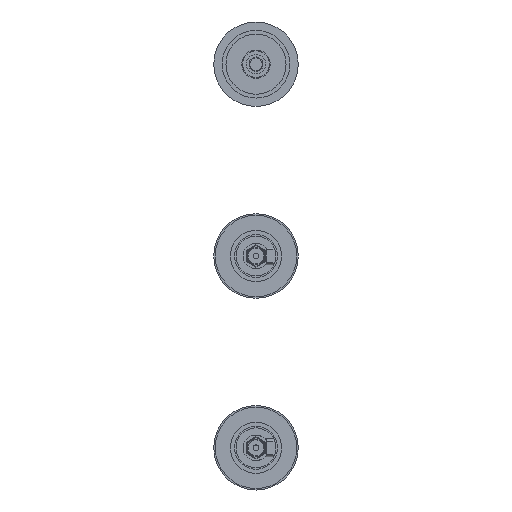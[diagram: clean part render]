
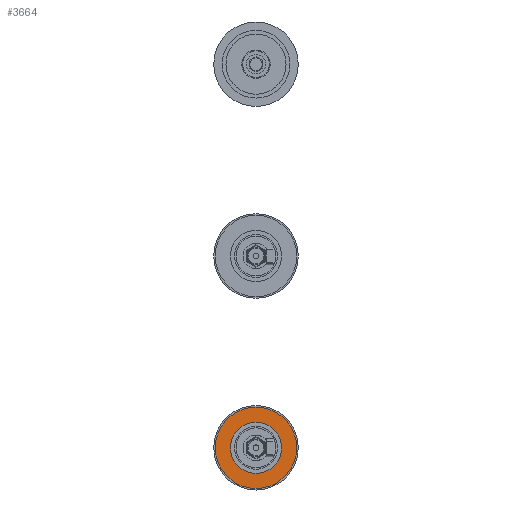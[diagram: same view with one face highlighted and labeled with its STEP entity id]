
A CAD part, front view. The second image highlights one B-rep face of the part: STEP entity #3664.
In plain terms, the highlighted planar face has unit normal (0, -1, 0).
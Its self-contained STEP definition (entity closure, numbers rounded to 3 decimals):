
#639 = CARTESIAN_POINT ( 'NONE',  ( 0., 91.064, 0. ) ) ;
#1988 = DIRECTION ( 'NONE',  ( 0., 1., 0. ) ) ;
#3011 = CARTESIAN_POINT ( 'NONE',  ( 0., 91.064, 0. ) ) ;
#3664 = ADVANCED_FACE ( 'NONE', ( #12204, #13641 ), #4117, .T. ) ;
#3768 = CARTESIAN_POINT ( 'NONE',  ( 0., 91.064, 31.8 ) ) ;
#4117 = PLANE ( 'NONE',  #7773 ) ;
#5221 = DIRECTION ( 'NONE',  ( 0., 0., -1. ) ) ;
#7004 = CIRCLE ( 'NONE', #11122, 20. ) ;
#7616 = DIRECTION ( 'NONE',  ( 0., 1., 0. ) ) ;
#7682 = EDGE_LOOP ( 'NONE', ( #13927 ) ) ;
#7773 = AXIS2_PLACEMENT_3D ( 'NONE', #9693, #12110, #5221 ) ;
#9519 = VERTEX_POINT ( 'NONE', #3768 ) ;
#9693 = CARTESIAN_POINT ( 'NONE',  ( -20., 91.064, 0. ) ) ;
#9976 = CARTESIAN_POINT ( 'NONE',  ( 0., 91.064, 20. ) ) ;
#11122 = AXIS2_PLACEMENT_3D ( 'NONE', #3011, #1988, #14361 ) ;
#12110 = DIRECTION ( 'NONE',  ( 0., -1., 0. ) ) ;
#12139 = DIRECTION ( 'NONE',  ( 0., 0., 1. ) ) ;
#12204 = FACE_BOUND ( 'NONE', #7682, .T. ) ;
#12261 = AXIS2_PLACEMENT_3D ( 'NONE', #639, #7616, #12139 ) ;
#13635 = EDGE_CURVE ( 'NONE', #9519, #9519, #16369, .T. ) ;
#13641 = FACE_OUTER_BOUND ( 'NONE', #13989, .T. ) ;
#13927 = ORIENTED_EDGE ( 'NONE', *, *, #16147, .T. ) ;
#13989 = EDGE_LOOP ( 'NONE', ( #16824 ) ) ;
#14361 = DIRECTION ( 'NONE',  ( 0., 0., 1. ) ) ;
#16147 = EDGE_CURVE ( 'NONE', #16948, #16948, #7004, .T. ) ;
#16369 = CIRCLE ( 'NONE', #12261, 31.8 ) ;
#16824 = ORIENTED_EDGE ( 'NONE', *, *, #13635, .F. ) ;
#16948 = VERTEX_POINT ( 'NONE', #9976 ) ;
